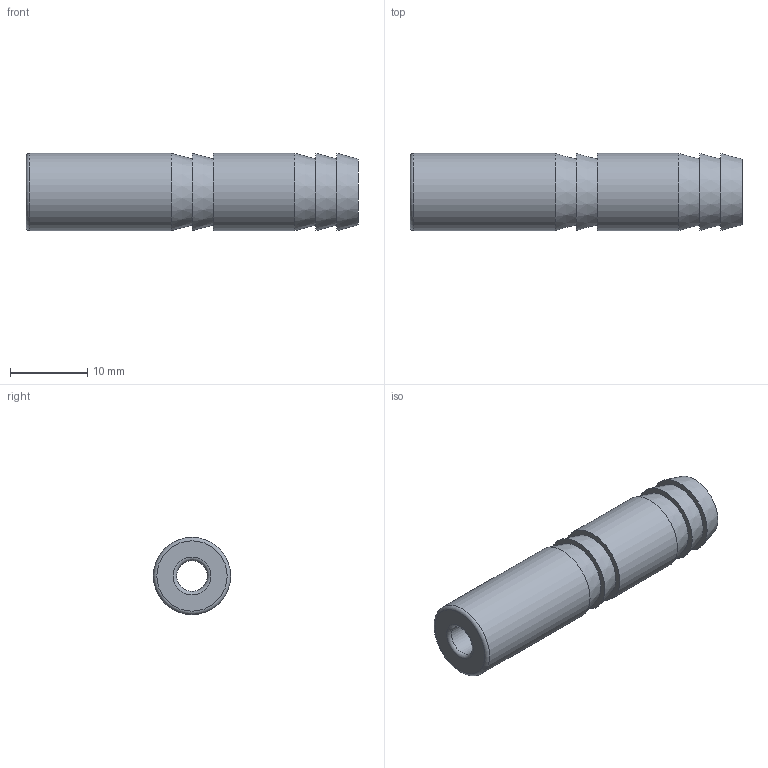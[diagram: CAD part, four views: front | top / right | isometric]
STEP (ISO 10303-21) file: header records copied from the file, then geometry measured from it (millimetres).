
FILE_DESCRIPTION( ( 'STEP AP203' ), ' ' );
FILE_NAME( '3.57.010.stp', '2018-01-26T17:43:49', ( '' ), ( '' ), ' ', 'PARTsolutions', ' ' );
FILE_SCHEMA( ( 'CONFIG_CONTROL_DESIGN' ) );
Length unit declared in the file: millimetre
Products named in the file (1): _3.57.010
Bounding box: 43 x 10 x 10 mm (x, y, z)
Volume: 2686.2 mm3; surface area: 2058.9 mm2
Topology: 1 solids, 1 shells, 17 faces, 28 edges, 17 vertices
Faces by surface type: plane 6, cone 5, cylinder 3, torus 3
Full cylindrical faces by diameter (mm): 4 x1, 10 x2
Entity records: 392 total; most frequent: DIRECTION 70, CARTESIAN_POINT 52, AXIS2_PLACEMENT_3D 35, EDGE_LOOP 34, ORIENTED_EDGE 34, FACE_OUTER_BOUND 23, ADVANCED_FACE 17, EDGE_CURVE 17
